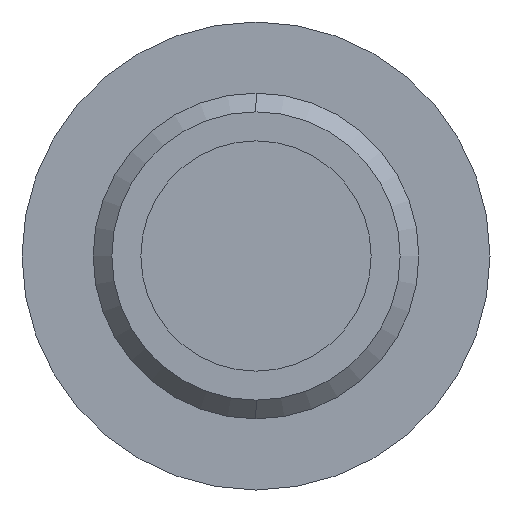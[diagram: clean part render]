
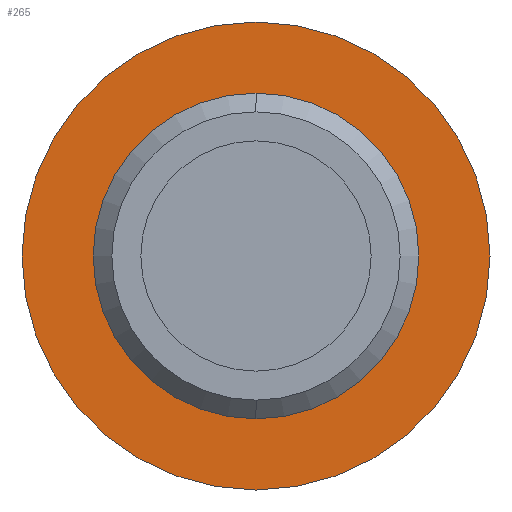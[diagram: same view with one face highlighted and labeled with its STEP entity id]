
A CAD part, left-side view. The second image highlights one B-rep face of the part: STEP entity #265.
In plain terms, the highlighted planar face has unit normal (-1, 0, 0).
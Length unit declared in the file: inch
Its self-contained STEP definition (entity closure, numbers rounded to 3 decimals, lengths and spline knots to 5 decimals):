
#9 = ORIENTED_EDGE ( 'NONE', *, *, #519, .T. ) ;
#21 = AXIS2_PLACEMENT_3D ( 'NONE', #456, #117, #463 ) ;
#33 = DIRECTION ( 'NONE',  ( -1., 0., 0. ) ) ;
#42 = DIRECTION ( 'NONE',  ( 0., 0., -1. ) ) ;
#46 = CIRCLE ( 'NONE', #176, 0.0625 ) ;
#54 = CARTESIAN_POINT ( 'NONE',  ( 0.06, 0., 0.0625 ) ) ;
#57 = DIRECTION ( 'NONE',  ( 0., 0., 1. ) ) ;
#80 = CIRCLE ( 'NONE', #21, 0.0435 ) ;
#81 = AXIS2_PLACEMENT_3D ( 'NONE', #453, #33, #495 ) ;
#98 = CARTESIAN_POINT ( 'NONE',  ( 0.06, 0., -0.0625 ) ) ;
#116 = CARTESIAN_POINT ( 'NONE',  ( 0.06, 0., 0. ) ) ;
#117 = DIRECTION ( 'NONE',  ( -1., 0., 0. ) ) ;
#118 = ORIENTED_EDGE ( 'NONE', *, *, #450, .F. ) ;
#133 = EDGE_LOOP ( 'NONE', ( #118, #351 ) ) ;
#164 = EDGE_CURVE ( 'NONE', #264, #347, #80, .T. ) ;
#176 = AXIS2_PLACEMENT_3D ( 'NONE', #116, #239, #327 ) ;
#182 = ORIENTED_EDGE ( 'NONE', *, *, #528, .T. ) ;
#239 = DIRECTION ( 'NONE',  ( -1., 0., 0. ) ) ;
#261 = FACE_BOUND ( 'NONE', #133, .T. ) ;
#264 = VERTEX_POINT ( 'NONE', #302 ) ;
#265 = ADVANCED_FACE ( 'NONE', ( #261, #509 ), #507, .F. ) ;
#269 = AXIS2_PLACEMENT_3D ( 'NONE', #471, #393, #42 ) ;
#302 = CARTESIAN_POINT ( 'NONE',  ( 0.06, 0., -0.0435 ) ) ;
#327 = DIRECTION ( 'NONE',  ( 0., 0., 1. ) ) ;
#341 = VERTEX_POINT ( 'NONE', #54 ) ;
#347 = VERTEX_POINT ( 'NONE', #479 ) ;
#351 = ORIENTED_EDGE ( 'NONE', *, *, #164, .F. ) ;
#393 = DIRECTION ( 'NONE',  ( 1., 0., 0. ) ) ;
#397 = VERTEX_POINT ( 'NONE', #98 ) ;
#402 = CARTESIAN_POINT ( 'NONE',  ( 0.06, 0., 0. ) ) ;
#433 = CIRCLE ( 'NONE', #493, 0.0435 ) ;
#440 = EDGE_LOOP ( 'NONE', ( #182, #9 ) ) ;
#442 = DIRECTION ( 'NONE',  ( -1., 0., 0. ) ) ;
#450 = EDGE_CURVE ( 'NONE', #347, #264, #433, .T. ) ;
#453 = CARTESIAN_POINT ( 'NONE',  ( 0.06, 0., 0. ) ) ;
#456 = CARTESIAN_POINT ( 'NONE',  ( 0.06, 0., 0. ) ) ;
#463 = DIRECTION ( 'NONE',  ( 0., 0., 1. ) ) ;
#471 = CARTESIAN_POINT ( 'NONE',  ( 0.06, 0.0625, 0. ) ) ;
#479 = CARTESIAN_POINT ( 'NONE',  ( 0.06, 0., 0.0435 ) ) ;
#484 = CIRCLE ( 'NONE', #81, 0.0625 ) ;
#493 = AXIS2_PLACEMENT_3D ( 'NONE', #402, #442, #57 ) ;
#495 = DIRECTION ( 'NONE',  ( 0., 0., 1. ) ) ;
#507 = PLANE ( 'NONE',  #269 ) ;
#509 = FACE_OUTER_BOUND ( 'NONE', #440, .T. ) ;
#519 = EDGE_CURVE ( 'NONE', #397, #341, #46, .T. ) ;
#528 = EDGE_CURVE ( 'NONE', #341, #397, #484, .T. ) ;
